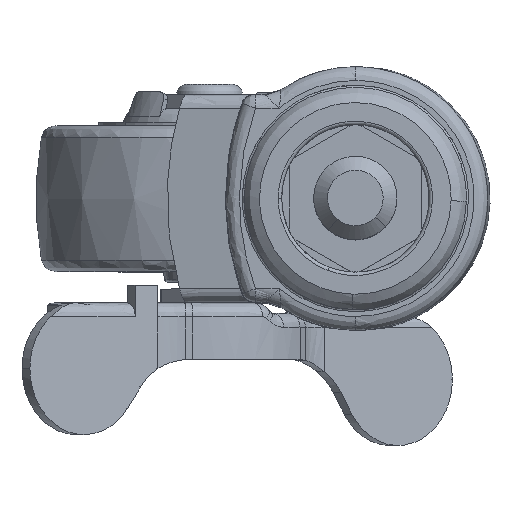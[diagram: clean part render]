
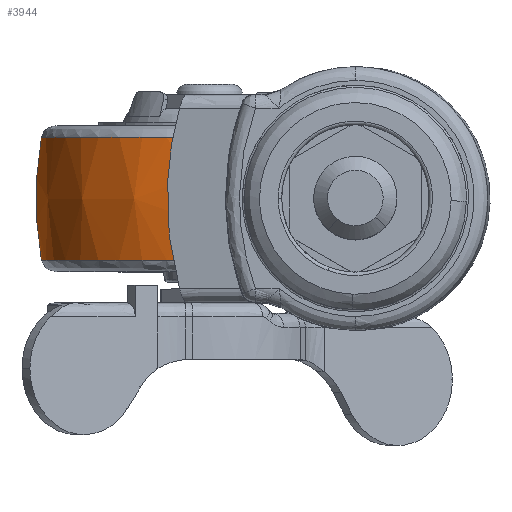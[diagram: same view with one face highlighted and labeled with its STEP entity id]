
A CAD part, top view. The second image highlights one B-rep face of the part: STEP entity #3944.
In plain terms, the highlighted free-form (B-spline) face has degree [2, 2] with [5, 5] control points.
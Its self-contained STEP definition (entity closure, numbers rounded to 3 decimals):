
#2905=CARTESIAN_POINT('',(-23.781,8.854,4.536));
#2906=VERTEX_POINT('',#2905);
#2918=CARTESIAN_POINT('',(0.0,8.854,24.21));
#2919=VERTEX_POINT('',#2918);
#2920=CARTESIAN_POINT('',(0.0,8.854,24.21));
#2921=CARTESIAN_POINT('',(-1.612,8.854,24.21));
#2922=CARTESIAN_POINT('',(-4.314,8.854,23.939));
#2923=CARTESIAN_POINT('',(-7.726,8.854,23.004));
#2924=CARTESIAN_POINT('',(-10.555,8.854,21.854));
#2925=CARTESIAN_POINT('',(-13.037,8.854,20.474));
#2926=CARTESIAN_POINT('',(-15.326,8.854,18.799));
#2927=CARTESIAN_POINT('',(-17.652,8.854,16.688));
#2928=CARTESIAN_POINT('',(-19.889,8.854,13.996));
#2929=CARTESIAN_POINT('',(-21.652,8.854,10.977));
#2930=CARTESIAN_POINT('',(-22.966,8.854,7.885));
#2931=CARTESIAN_POINT('',(-23.536,8.854,5.821));
#2932=CARTESIAN_POINT('',(-23.781,8.854,4.536));
#2933=B_SPLINE_CURVE_WITH_KNOTS('',3,(#2920,#2921,#2922,#2923,#2924,#2925,#2926,#2927,#2928,#2929,#2930,#2931,#2932),.UNSPECIFIED.,.F.,.U.,(4,1,1,1,1,1,1,1,1,1,4),(0.,4.837,8.105,10.589,13.987,16.602,19.086,23.4,27.06,29.544,33.465),.UNSPECIFIED.);
#2934=EDGE_CURVE('',#2919,#2906,#2933,.T.);
#3029=CARTESIAN_POINT('',(-24.048,8.854,2.795));
#3030=VERTEX_POINT('',#3029);
#3048=CARTESIAN_POINT('',(-23.781,8.854,4.536));
#3049=CARTESIAN_POINT('',(-23.891,8.854,3.96));
#3050=CARTESIAN_POINT('',(-23.98,8.854,3.379));
#3051=CARTESIAN_POINT('',(-24.048,8.854,2.795));
#3052=B_SPLINE_CURVE_WITH_KNOTS('',3,(#3048,#3049,#3050,#3051),.UNSPECIFIED.,.F.,.U.,(4,4),(0.,1.762),.UNSPECIFIED.);
#3053=EDGE_CURVE('',#2906,#3030,#3052,.T.);
#3273=CARTESIAN_POINT('',(0.0,-8.854,24.21));
#3274=VERTEX_POINT('',#3273);
#3292=CARTESIAN_POINT('',(-24.048,-8.854,2.795));
#3293=VERTEX_POINT('',#3292);
#3294=CARTESIAN_POINT('',(0.0,-8.854,24.21));
#3295=CARTESIAN_POINT('',(-1.055,-8.854,24.21));
#3296=CARTESIAN_POINT('',(-3.211,-8.854,24.069));
#3297=CARTESIAN_POINT('',(-6.185,-8.854,23.469));
#3298=CARTESIAN_POINT('',(-9.018,-8.854,22.527));
#3299=CARTESIAN_POINT('',(-11.391,-8.854,21.416));
#3300=CARTESIAN_POINT('',(-13.864,-8.854,19.915));
#3301=CARTESIAN_POINT('',(-15.967,-8.854,18.275));
#3302=CARTESIAN_POINT('',(-18.249,-8.854,16.011));
#3303=CARTESIAN_POINT('',(-19.945,-8.854,13.832));
#3304=CARTESIAN_POINT('',(-21.595,-8.854,11.074));
#3305=CARTESIAN_POINT('',(-23.132,-8.854,7.63));
#3306=CARTESIAN_POINT('',(-23.836,-8.854,4.618));
#3307=CARTESIAN_POINT('',(-24.048,-8.854,2.795));
#3308=B_SPLINE_CURVE_WITH_KNOTS('',3,(#3294,#3295,#3296,#3297,#3298,#3299,#3300,#3301,#3302,#3303,#3304,#3305,#3306,#3307),.UNSPECIFIED.,.F.,.U.,(4,1,1,1,1,1,1,1,1,1,1,4),(0.,3.165,6.467,9.082,12.109,14.311,17.751,20.09,23.943,26.008,29.723,35.227),.UNSPECIFIED.);
#3309=EDGE_CURVE('',#3274,#3293,#3308,.T.);
#3880=CARTESIAN_POINT('',(0.0,-8.854,24.21));
#3881=CARTESIAN_POINT('',(0.0,-5.843,24.752));
#3882=CARTESIAN_POINT('',(0.0,0.094,25.264));
#3883=CARTESIAN_POINT('',(0.0,6.025,24.719));
#3884=CARTESIAN_POINT('',(0.0,8.854,24.21));
#3885=B_SPLINE_CURVE_WITH_KNOTS('',3,(#3880,#3881,#3882,#3883,#3884),.UNSPECIFIED.,.F.,.U.,(4,1,4),(0.,9.179,17.802),.UNSPECIFIED.);
#3886=EDGE_CURVE('',#3274,#2919,#3885,.T.);
#3892=CARTESIAN_POINT('',(-24.048,-8.854,2.795));
#3893=CARTESIAN_POINT('',(-24.423,-6.755,2.839));
#3894=CARTESIAN_POINT('',(-24.791,-3.525,2.882));
#3895=CARTESIAN_POINT('',(-24.889,2.412,2.893));
#3896=CARTESIAN_POINT('',(-24.521,6.208,2.85));
#3897=CARTESIAN_POINT('',(-24.048,8.854,2.795));
#3898=B_SPLINE_CURVE_WITH_KNOTS('',3,(#3892,#3893,#3894,#3895,#3896,#3897),.UNSPECIFIED.,.F.,.U.,(4,1,1,4),(0.,6.398,9.736,17.802),.UNSPECIFIED.);
#3899=EDGE_CURVE('',#3293,#3030,#3898,.T.);
#3904=CARTESIAN_POINT('',(0.156,-9.745,24.041));
#3905=CARTESIAN_POINT('',(0.162,-4.92,25.0));
#3906=CARTESIAN_POINT('',(0.162,0.0,25.));
#3907=CARTESIAN_POINT('',(0.162,4.92,25.0));
#3908=CARTESIAN_POINT('',(0.156,9.745,24.041));
#3909=CARTESIAN_POINT('',(0.078,-9.745,24.041));
#3910=CARTESIAN_POINT('',(0.081,-4.92,25.));
#3911=CARTESIAN_POINT('',(0.081,0.0,25.));
#3912=CARTESIAN_POINT('',(0.081,4.92,25.));
#3913=CARTESIAN_POINT('',(0.078,9.745,24.041));
#3914=CARTESIAN_POINT('',(-21.408,-9.745,24.041));
#3915=CARTESIAN_POINT('',(-22.262,-4.92,25.));
#3916=CARTESIAN_POINT('',(-22.262,0.0,25.));
#3917=CARTESIAN_POINT('',(-22.262,4.92,25.));
#3918=CARTESIAN_POINT('',(-21.408,9.745,24.041));
#3919=CARTESIAN_POINT('',(-23.89,-9.745,2.695));
#3920=CARTESIAN_POINT('',(-24.843,-4.92,2.802));
#3921=CARTESIAN_POINT('',(-24.843,0.0,2.802));
#3922=CARTESIAN_POINT('',(-24.843,4.92,2.802));
#3923=CARTESIAN_POINT('',(-23.89,9.745,2.695));
#3924=CARTESIAN_POINT('',(-23.899,-9.745,2.614));
#3925=CARTESIAN_POINT('',(-24.852,-4.92,2.718));
#3926=CARTESIAN_POINT('',(-24.852,0.0,2.718));
#3927=CARTESIAN_POINT('',(-24.852,4.92,2.718));
#3928=CARTESIAN_POINT('',(-23.899,9.745,2.614));
#3936=(BOUNDED_SURFACE()B_SPLINE_SURFACE(2,2,((#3904,#3909,#3914,#3919,#3924),(#3905,#3910,#3915,#3920,#3925),(#3906,#3911,#3916,#3921,#3926),(#3907,#3912,#3917,#3922,#3927),(#3908,#3913,#3918,#3923,#3928)),.UNSPECIFIED.,.F.,.F.,.U.)B_SPLINE_SURFACE_WITH_KNOTS((3,2,3),(3,1,1,3),(0.0,10.002,20.005),(0.0,0.19,38.256,38.447),.UNSPECIFIED.)GEOMETRIC_REPRESENTATION_ITEM()RATIONAL_B_SPLINE_SURFACE(((0.961,0.96,0.7,0.918,0.919),(0.977,0.976,0.712,0.933,0.935),(1.003,1.001,0.731,0.958,0.959),(0.977,0.976,0.712,0.933,0.935),(0.961,0.96,0.7,0.918,0.919)))REPRESENTATION_ITEM('')SURFACE());
#3937=ORIENTED_EDGE('',*,*,#2934,.T.);
#3938=ORIENTED_EDGE('',*,*,#3053,.T.);
#3939=ORIENTED_EDGE('',*,*,#3899,.F.);
#3940=ORIENTED_EDGE('',*,*,#3309,.F.);
#3941=ORIENTED_EDGE('',*,*,#3886,.T.);
#3942=EDGE_LOOP('',(#3937,#3938,#3939,#3940,#3941));
#3943=FACE_OUTER_BOUND('',#3942,.T.);
#3944=ADVANCED_FACE('',(#3943),#3936,.T.);
